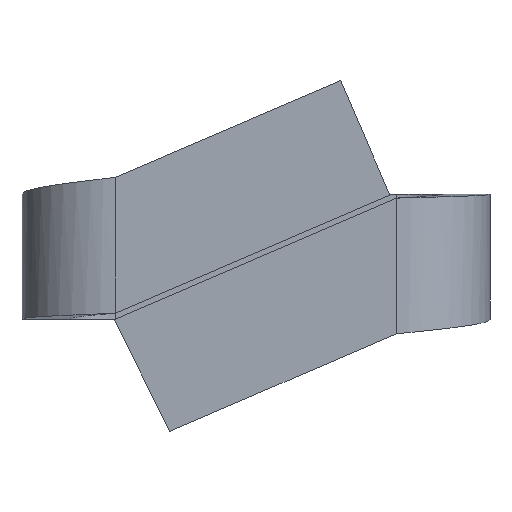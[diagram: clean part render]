
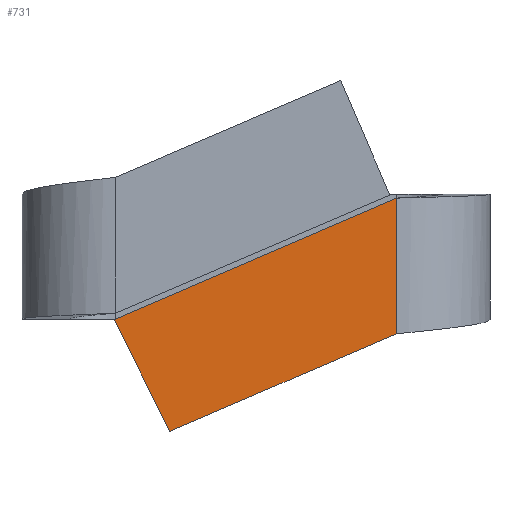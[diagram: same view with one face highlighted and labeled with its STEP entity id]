
A CAD part, front view. The second image highlights one B-rep face of the part: STEP entity #731.
In plain terms, the highlighted planar face has unit normal (0, -1, 0).
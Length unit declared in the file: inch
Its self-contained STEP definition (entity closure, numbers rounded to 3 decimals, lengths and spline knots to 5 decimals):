
#7 = ORIENTED_EDGE ( 'NONE', *, *, #67, .T. ) ;
#21 = ORIENTED_EDGE ( 'NONE', *, *, #791, .F. ) ;
#34 = PLANE ( 'NONE',  #1083 ) ;
#37 = DIRECTION ( 'NONE',  ( 0., 1., 0. ) ) ;
#52 = CARTESIAN_POINT ( 'NONE',  ( 0.09, -0.09, 0.01879 ) ) ;
#67 = EDGE_CURVE ( 'NONE', #965, #213, #967, .T. ) ;
#114 = LINE ( 'NONE', #479, #294 ) ;
#122 = DIRECTION ( 'NONE',  ( -1., 0., 0. ) ) ;
#124 = EDGE_CURVE ( 'NONE', #524, #845, #1093, .T. ) ;
#136 = VECTOR ( 'NONE', #1138, 39.37008 ) ;
#213 = VERTEX_POINT ( 'NONE', #234 ) ;
#228 = CARTESIAN_POINT ( 'NONE',  ( -0.00837, -0.09, -0.00415 ) ) ;
#234 = CARTESIAN_POINT ( 'NONE',  ( -0.00045, -0.09, -0.02015 ) ) ;
#294 = VECTOR ( 'NONE', #1140, 39.37008 ) ;
#392 = EDGE_CURVE ( 'NONE', #213, #524, #722, .T. ) ;
#479 = CARTESIAN_POINT ( 'NONE',  ( 0.09, -0.09, -0.0247 ) ) ;
#515 = CARTESIAN_POINT ( 'NONE',  ( 0., -0.09, 0. ) ) ;
#524 = VERTEX_POINT ( 'NONE', #681 ) ;
#681 = CARTESIAN_POINT ( 'NONE',  ( 0.01731, -0.09, -0.056 ) ) ;
#716 = FACE_OUTER_BOUND ( 'NONE', #1069, .T. ) ;
#722 = LINE ( 'NONE', #228, #726 ) ;
#726 = VECTOR ( 'NONE', #1123, 39.37008 ) ;
#731 = ADVANCED_FACE ( 'NONE', ( #716 ), #34, .F. ) ;
#781 = ORIENTED_EDGE ( 'NONE', *, *, #392, .T. ) ;
#791 = EDGE_CURVE ( 'NONE', #965, #845, #114, .T. ) ;
#845 = VERTEX_POINT ( 'NONE', #1145 ) ;
#940 = VECTOR ( 'NONE', #1155, 39.37008 ) ;
#959 = CARTESIAN_POINT ( 'NONE',  ( 0.02305, -0.09, -0.05353 ) ) ;
#965 = VERTEX_POINT ( 'NONE', #52 ) ;
#967 = LINE ( 'NONE', #987, #940 ) ;
#987 = CARTESIAN_POINT ( 'NONE',  ( 0.00725, -0.09, -0.01684 ) ) ;
#1066 = ORIENTED_EDGE ( 'NONE', *, *, #124, .T. ) ;
#1069 = EDGE_LOOP ( 'NONE', ( #21, #7, #781, #1066 ) ) ;
#1083 = AXIS2_PLACEMENT_3D ( 'NONE', #515, #37, #122 ) ;
#1093 = LINE ( 'NONE', #959, #136 ) ;
#1123 = DIRECTION ( 'NONE',  ( 0.444, 0., -0.896 ) ) ;
#1138 = DIRECTION ( 'NONE',  ( 0.918, 0., 0.395 ) ) ;
#1140 = DIRECTION ( 'NONE',  ( 0., 0., -1. ) ) ;
#1145 = CARTESIAN_POINT ( 'NONE',  ( 0.09, -0.09, -0.0247 ) ) ;
#1155 = DIRECTION ( 'NONE',  ( -0.918, 0., -0.395 ) ) ;
